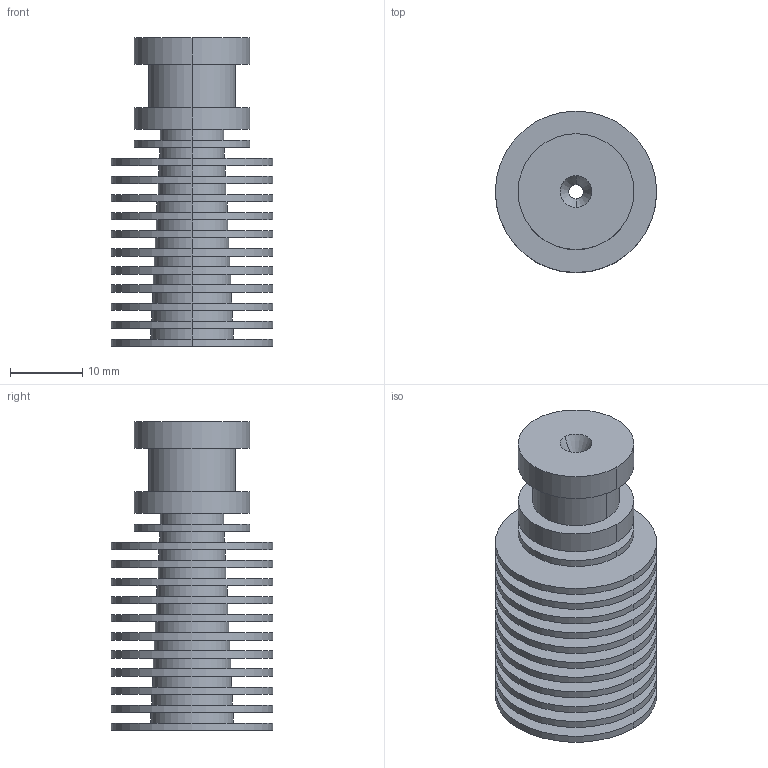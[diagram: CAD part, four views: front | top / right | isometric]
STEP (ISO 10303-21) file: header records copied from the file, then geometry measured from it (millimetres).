
FILE_DESCRIPTION (( 'STEP AP214' ), '1' );
FILE_NAME ('Component1.STEP', '2025-09-18T19:08:15', ( '' ), ( '' ), 'SwSTEP 2.0', 'SolidWorks 2024', '' );
FILE_SCHEMA (( 'AUTOMOTIVE_DESIGN' ));
Length unit declared in the file: millimetre
Products named in the file (1): Component1
Bounding box: 22.3 x 22.3 x 42.7 mm (x, y, z)
Volume: 7440.2 mm3; surface area: 10267 mm2
Topology: 1 solids, 1 shells, 165 faces, 405 edges, 268 vertices
Faces by surface type: cylinder 130, plane 29, cone 4, bspline 2
Entity records: 11455 total; most frequent: CARTESIAN_POINT 7705, ORIENTED_EDGE 810, DIRECTION 702, EDGE_CURVE 405, AXIS2_PLACEMENT_3D 285, VERTEX_POINT 268, EDGE_LOOP 193, FACE_OUTER_BOUND 165
